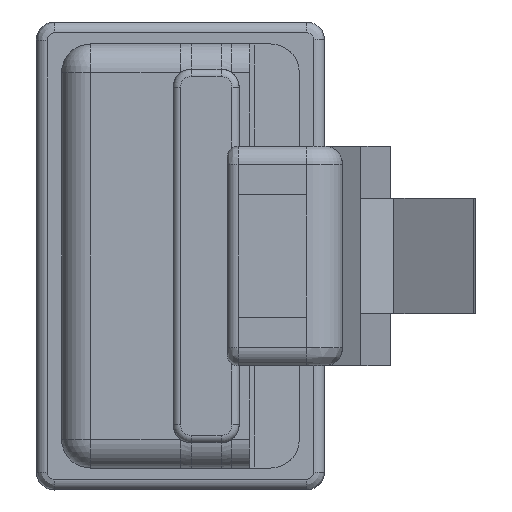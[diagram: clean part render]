
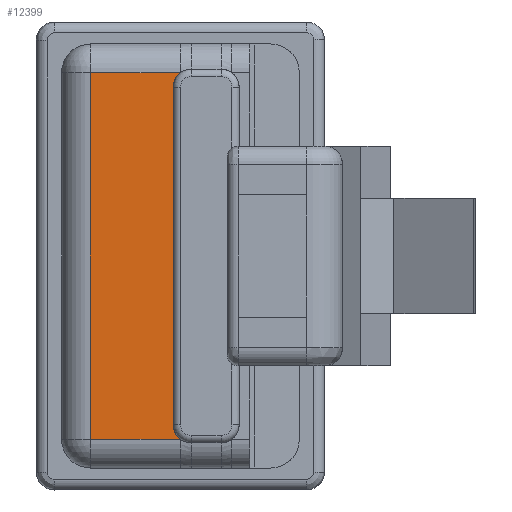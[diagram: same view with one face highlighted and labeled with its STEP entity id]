
A CAD part, left-side view. The second image highlights one B-rep face of the part: STEP entity #12399.
In plain terms, the highlighted planar face has unit normal (-1, 0, 0).
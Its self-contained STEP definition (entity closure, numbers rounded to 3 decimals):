
#1480=DIRECTION('',(0.,1.,0.));
#1481=VECTOR('',#1480,2.5);
#1482=CARTESIAN_POINT('',(-32.02,3.3,-5.09));
#1483=LINE('',#1482,#1481);
#1518=DIRECTION('',(0.,0.,1.));
#1519=VECTOR('',#1518,10.18);
#1520=CARTESIAN_POINT('',(-32.02,5.8,-5.09));
#1521=LINE('',#1520,#1519);
#1556=DIRECTION('',(0.,-1.,0.));
#1557=VECTOR('',#1556,2.5);
#1558=CARTESIAN_POINT('',(-32.02,5.8,5.09));
#1559=LINE('',#1558,#1557);
#2178=CARTESIAN_POINT('',(-32.02,3.,4.69));
#2179=DIRECTION('',(1.,0.,0.));
#2180=DIRECTION('',(0.,1.,0.));
#2181=AXIS2_PLACEMENT_3D('',#2178,#2179,#2180);
#2186=DIRECTION('',(0.,0.,1.));
#2187=VECTOR('',#2186,9.38);
#2188=CARTESIAN_POINT('',(-32.02,3.5,-4.69));
#2189=LINE('',#2188,#2187);
#2193=CARTESIAN_POINT('',(-32.02,3.,-4.69));
#2194=DIRECTION('',(1.,0.,0.));
#2195=DIRECTION('',(0.,0.6,-0.8));
#2196=AXIS2_PLACEMENT_3D('',#2193,#2194,#2195);
#10699=CARTESIAN_POINT('',(-32.02,3.3,5.09));
#10700=VERTEX_POINT('',#10699);
#10701=CARTESIAN_POINT('',(-32.02,3.5,4.69));
#10702=VERTEX_POINT('',#10701);
#10703=CARTESIAN_POINT('',(-32.02,3.5,-4.69));
#10704=VERTEX_POINT('',#10703);
#10705=CARTESIAN_POINT('',(-32.02,3.3,-5.09));
#10706=VERTEX_POINT('',#10705);
#10717=CARTESIAN_POINT('',(-32.02,5.8,-5.09));
#10718=CARTESIAN_POINT('',(-32.02,5.8,5.09));
#10719=VERTEX_POINT('',#10717);
#10720=VERTEX_POINT('',#10718);
#12386=CARTESIAN_POINT('',(-32.02,3.735,0.));
#12387=DIRECTION('',(1.,0.,0.));
#12388=DIRECTION('',(0.,0.,1.));
#12389=AXIS2_PLACEMENT_3D('',#12386,#12387,#12388);
#12390=PLANE('',#12389);
#12391=ORIENTED_EDGE('',*,*,#11811,.T.);
#12392=ORIENTED_EDGE('',*,*,#11839,.T.);
#12393=ORIENTED_EDGE('',*,*,#12340,.F.);
#12394=ORIENTED_EDGE('',*,*,#12380,.F.);
#12395=ORIENTED_EDGE('',*,*,#11746,.F.);
#12396=ORIENTED_EDGE('',*,*,#11785,.T.);
#12397=EDGE_LOOP('',(#12391,#12392,#12393,#12394,#12395,#12396));
#12398=FACE_OUTER_BOUND('',#12397,.F.);
#12399=ADVANCED_FACE('',(#12398),#12390,.F.);
#2182=CIRCLE('',#2181,0.5);
#2197=CIRCLE('',#2196,0.5);
#11746=EDGE_CURVE('',#10706,#10704,#2197,.T.);
#11785=EDGE_CURVE('',#10706,#10719,#1483,.T.);
#11811=EDGE_CURVE('',#10719,#10720,#1521,.T.);
#11839=EDGE_CURVE('',#10720,#10700,#1559,.T.);
#12340=EDGE_CURVE('',#10702,#10700,#2182,.T.);
#12380=EDGE_CURVE('',#10704,#10702,#2189,.T.);
